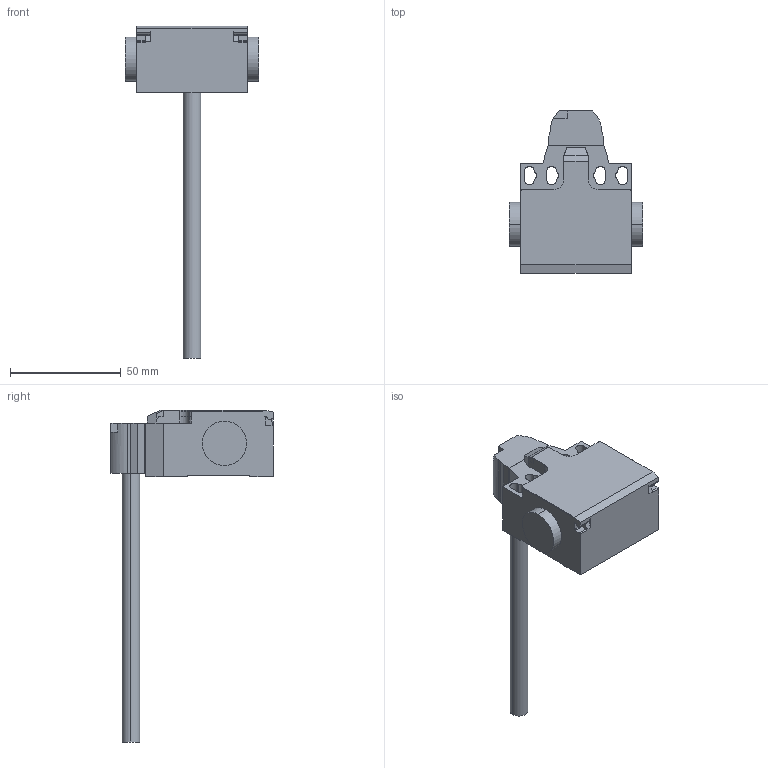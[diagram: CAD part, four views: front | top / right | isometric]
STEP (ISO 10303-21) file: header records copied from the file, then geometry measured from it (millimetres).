
FILE_DESCRIPTION((''),'2;1');
FILE_NAME('3d_KNP3L02.stp','2012-10-03T07:46:22',(''),(''),'Mechanical Desktop 2011','Mechanical Desktop 2011',', , ');
FILE_SCHEMA(('CONFIG_CONTROL_DESIGN'));
Length unit declared in the file: millimetre
Products named in the file (1): Product
Bounding box: 60 x 73.18 x 149.6 mm (x, y, z)
Volume: 89671.3 mm3; surface area: 19980.5 mm2
Topology: 3 solids, 3 shells, 138 faces, 419 edges, 301 vertices
Faces by surface type: plane 78, cylinder 34, bspline 26
Entity records: 4937 total; most frequent: CARTESIAN_POINT 1090, ORIENTED_EDGE 808, DIRECTION 736, EDGE_CURVE 404, VECTOR 328, LINE 328, VERTEX_POINT 272, AXIS2_PLACEMENT_3D 204
